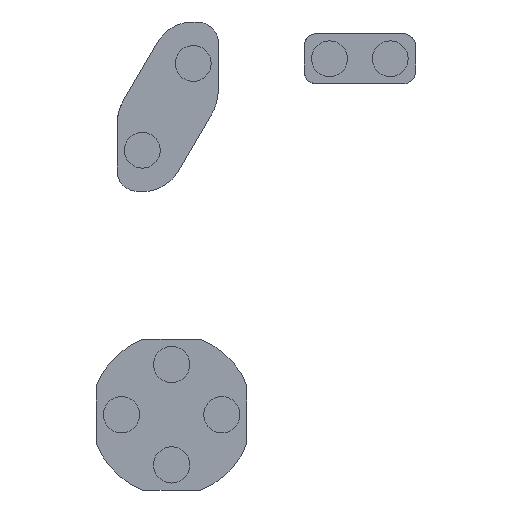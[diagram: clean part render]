
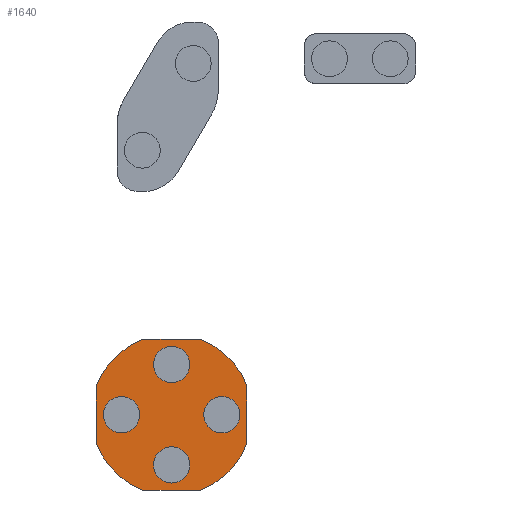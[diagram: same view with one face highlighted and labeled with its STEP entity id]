
A CAD part, front view. The second image highlights one B-rep face of the part: STEP entity #1640.
In plain terms, the highlighted planar face has unit normal (0, -1, 0).
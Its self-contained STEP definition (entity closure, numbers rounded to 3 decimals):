
#24=FACE_BOUND('',#404,.T.);
#25=FACE_BOUND('',#405,.T.);
#26=FACE_BOUND('',#406,.T.);
#27=FACE_BOUND('',#407,.T.);
#206=PLANE('',#1769);
#293=FACE_OUTER_BOUND('',#403,.T.);
#403=EDGE_LOOP('',(#1360,#1361,#1362,#1363,#1364,#1365,#1366,#1367));
#404=EDGE_LOOP('',(#1368));
#405=EDGE_LOOP('',(#1369));
#406=EDGE_LOOP('',(#1370));
#407=EDGE_LOOP('',(#1371));
#500=LINE('',#3419,#582);
#504=LINE('',#3431,#586);
#508=LINE('',#3443,#590);
#512=LINE('',#3455,#594);
#582=VECTOR('',#1968,10.);
#586=VECTOR('',#1980,10.);
#590=VECTOR('',#1992,10.);
#594=VECTOR('',#2004,10.);
#623=CIRCLE('',#1701,2.526);
#625=CIRCLE('',#1705,2.526);
#627=CIRCLE('',#1709,2.526);
#629=CIRCLE('',#1713,2.526);
#643=CIRCLE('',#1755,11.25);
#645=CIRCLE('',#1759,11.25);
#647=CIRCLE('',#1763,11.25);
#649=CIRCLE('',#1767,11.25);
#667=VERTEX_POINT('',#2138);
#669=VERTEX_POINT('',#2145);
#671=VERTEX_POINT('',#2152);
#673=VERTEX_POINT('',#2159);
#748=VERTEX_POINT('',#3416);
#749=VERTEX_POINT('',#3418);
#751=VERTEX_POINT('',#3424);
#753=VERTEX_POINT('',#3430);
#755=VERTEX_POINT('',#3436);
#757=VERTEX_POINT('',#3442);
#759=VERTEX_POINT('',#3448);
#761=VERTEX_POINT('',#3454);
#820=EDGE_CURVE('',#667,#667,#623,.T.);
#823=EDGE_CURVE('',#669,#669,#625,.T.);
#826=EDGE_CURVE('',#671,#671,#627,.T.);
#829=EDGE_CURVE('',#673,#673,#629,.T.);
#952=EDGE_CURVE('',#749,#748,#500,.T.);
#955=EDGE_CURVE('',#751,#749,#643,.T.);
#958=EDGE_CURVE('',#753,#751,#504,.T.);
#961=EDGE_CURVE('',#755,#753,#645,.T.);
#964=EDGE_CURVE('',#757,#755,#508,.T.);
#967=EDGE_CURVE('',#759,#757,#647,.T.);
#970=EDGE_CURVE('',#761,#759,#512,.T.);
#973=EDGE_CURVE('',#748,#761,#649,.T.);
#1360=ORIENTED_EDGE('',*,*,#973,.T.);
#1361=ORIENTED_EDGE('',*,*,#970,.T.);
#1362=ORIENTED_EDGE('',*,*,#967,.T.);
#1363=ORIENTED_EDGE('',*,*,#964,.T.);
#1364=ORIENTED_EDGE('',*,*,#961,.T.);
#1365=ORIENTED_EDGE('',*,*,#958,.T.);
#1366=ORIENTED_EDGE('',*,*,#955,.T.);
#1367=ORIENTED_EDGE('',*,*,#952,.T.);
#1368=ORIENTED_EDGE('',*,*,#820,.T.);
#1369=ORIENTED_EDGE('',*,*,#823,.T.);
#1370=ORIENTED_EDGE('',*,*,#826,.T.);
#1371=ORIENTED_EDGE('',*,*,#829,.T.);
#1640=ADVANCED_FACE('',(#293,#24,#25,#26,#27),#206,.F.);
#1701=AXIS2_PLACEMENT_3D('',#2140,#1823,#1824);
#1705=AXIS2_PLACEMENT_3D('',#2147,#1832,#1833);
#1709=AXIS2_PLACEMENT_3D('',#2154,#1841,#1842);
#1713=AXIS2_PLACEMENT_3D('',#2161,#1850,#1851);
#1755=AXIS2_PLACEMENT_3D('',#3425,#1974,#1975);
#1759=AXIS2_PLACEMENT_3D('',#3437,#1986,#1987);
#1763=AXIS2_PLACEMENT_3D('',#3449,#1998,#1999);
#1767=AXIS2_PLACEMENT_3D('',#3459,#2010,#2011);
#1769=AXIS2_PLACEMENT_3D('',#3461,#2014,#2015);
#1823=DIRECTION('center_axis',(0.,1.,0.));
#1824=DIRECTION('ref_axis',(0.,0.,1.));
#1832=DIRECTION('center_axis',(0.,1.,0.));
#1833=DIRECTION('ref_axis',(-1.,0.,0.));
#1841=DIRECTION('center_axis',(0.,1.,0.));
#1842=DIRECTION('ref_axis',(0.,0.,-1.));
#1850=DIRECTION('center_axis',(0.,1.,0.));
#1851=DIRECTION('ref_axis',(1.,0.,0.));
#1968=DIRECTION('',(0.,0.,-1.));
#1974=DIRECTION('center_axis',(0.,-1.,0.));
#1975=DIRECTION('ref_axis',(1.,0.,0.));
#1980=DIRECTION('',(-1.,0.,0.));
#1986=DIRECTION('center_axis',(0.,-1.,0.));
#1987=DIRECTION('ref_axis',(1.,0.,0.));
#1992=DIRECTION('',(0.,0.,1.));
#1998=DIRECTION('center_axis',(0.,-1.,0.));
#1999=DIRECTION('ref_axis',(1.,0.,0.));
#2004=DIRECTION('',(1.,0.,0.));
#2010=DIRECTION('center_axis',(0.,-1.,0.));
#2011=DIRECTION('ref_axis',(1.,0.,0.));
#2014=DIRECTION('center_axis',(0.,1.,0.));
#2015=DIRECTION('ref_axis',(1.,0.,0.));
#2138=CARTESIAN_POINT('',(-69.6,-1.65,-24.926));
#2140=CARTESIAN_POINT('Origin',(-69.6,-1.65,-22.4));
#2145=CARTESIAN_POINT('',(-74.074,-1.65,-15.4));
#2147=CARTESIAN_POINT('Origin',(-76.6,-1.65,-15.4));
#2152=CARTESIAN_POINT('',(-83.6,-1.65,-19.874));
#2154=CARTESIAN_POINT('Origin',(-83.6,-1.65,-22.4));
#2159=CARTESIAN_POINT('',(-79.126,-1.65,-29.4));
#2161=CARTESIAN_POINT('Origin',(-76.6,-1.65,-29.4));
#3416=CARTESIAN_POINT('',(-87.1,-1.65,-26.439));
#3418=CARTESIAN_POINT('',(-87.1,-1.65,-18.361));
#3419=CARTESIAN_POINT('',(-87.1,-1.65,-18.361));
#3424=CARTESIAN_POINT('',(-80.639,-1.65,-11.9));
#3425=CARTESIAN_POINT('Origin',(-76.6,-1.65,-22.4));
#3430=CARTESIAN_POINT('',(-72.561,-1.65,-11.9));
#3431=CARTESIAN_POINT('',(-72.561,-1.65,-11.9));
#3436=CARTESIAN_POINT('',(-66.1,-1.65,-18.361));
#3437=CARTESIAN_POINT('Origin',(-76.6,-1.65,-22.4));
#3442=CARTESIAN_POINT('',(-66.1,-1.65,-26.439));
#3443=CARTESIAN_POINT('',(-66.1,-1.65,-26.439));
#3448=CARTESIAN_POINT('',(-72.561,-1.65,-32.9));
#3449=CARTESIAN_POINT('Origin',(-76.6,-1.65,-22.4));
#3454=CARTESIAN_POINT('',(-80.639,-1.65,-32.9));
#3455=CARTESIAN_POINT('',(-80.639,-1.65,-32.9));
#3459=CARTESIAN_POINT('Origin',(-76.6,-1.65,-22.4));
#3461=CARTESIAN_POINT('Origin',(-76.6,-1.65,-22.4));
